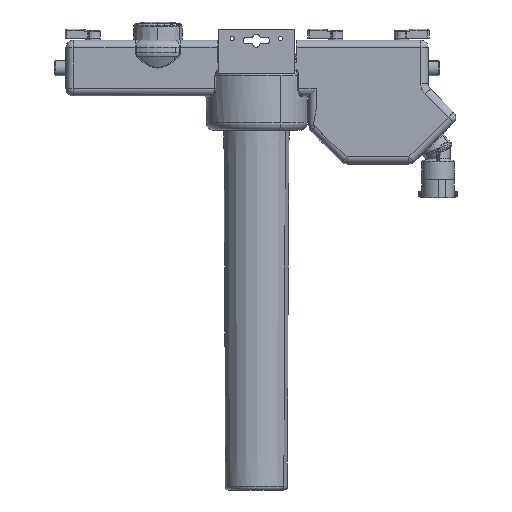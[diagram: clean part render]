
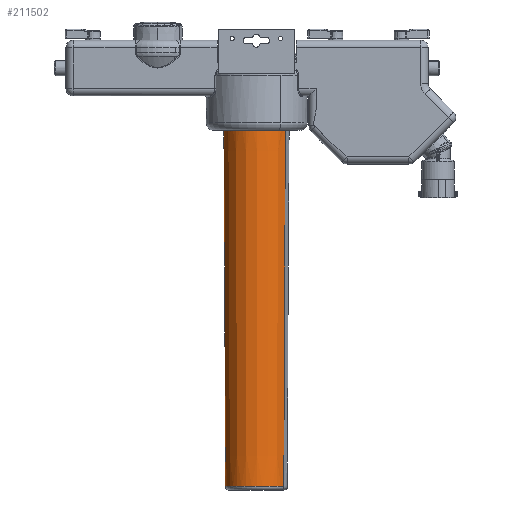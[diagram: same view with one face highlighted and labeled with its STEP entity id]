
A CAD part, left-side view. The second image highlights one B-rep face of the part: STEP entity #211502.
In plain terms, the highlighted conical face has half-angle 0.284 degrees and reference radius 42.5 mm.
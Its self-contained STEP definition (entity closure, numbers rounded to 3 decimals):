
#211434=CARTESIAN_POINT('Axis2P3D Location',(0.,158.3,-577.)) ;
#211443=CARTESIAN_POINT('Vertex',(-21.574,118.809,-72.)) ;
#211450=CARTESIAN_POINT('Vertex',(21.574,197.791,-72.)) ;
#211465=CARTESIAN_POINT('Axis2P3D Location',(0.,158.3,-72.)) ;
#211477=CARTESIAN_POINT('Line Origine',(-20.996,119.867,-315.55)) ;
#211481=CARTESIAN_POINT('Vertex',(-20.387,120.981,-572.025)) ;
#211484=CARTESIAN_POINT('Line Origine',(20.996,196.733,-315.55)) ;
#211488=CARTESIAN_POINT('Vertex',(20.387,195.619,-572.025)) ;
#211491=CARTESIAN_POINT('Axis2P3D Location',(0.,158.3,-572.025)) ;
#211435=DIRECTION('Axis2P3D Direction',(0.,0.,1.)) ;
#211436=DIRECTION('Axis2P3D XDirection',(-0.479,-0.878,0.)) ;
#211466=DIRECTION('Axis2P3D Direction',(0.,0.,1.)) ;
#211478=DIRECTION('Vector Direction',(-0.002,-0.004,1.)) ;
#211485=DIRECTION('Vector Direction',(0.002,0.004,1.)) ;
#211492=DIRECTION('Axis2P3D Direction',(0.,0.,1.)) ;
#211437=AXIS2_PLACEMENT_3D('Cone Axis2P3D',#211434,#211435,#211436) ;
#211467=AXIS2_PLACEMENT_3D('Circle Axis2P3D',#211465,#211466,$) ;
#211493=AXIS2_PLACEMENT_3D('Circle Axis2P3D',#211491,#211492,$) ;
#211497=ORIENTED_EDGE('',*,*,#211483,.F.) ;
#211498=ORIENTED_EDGE('',*,*,#211469,.T.) ;
#211499=ORIENTED_EDGE('',*,*,#211490,.T.) ;
#211500=ORIENTED_EDGE('',*,*,#211495,.F.) ;
#211479=VECTOR('Line Direction',#211478,1.) ;
#211486=VECTOR('Line Direction',#211485,1.) ;
#211502=ADVANCED_FACE('IDRAULICA',(#211501),#211438,.T.) ;
#211468=CIRCLE('generated circle',#211467,45.) ;
#211494=CIRCLE('generated circle',#211493,42.525) ;
#211438=CONICAL_SURFACE('Cone',#211437,42.5,0.005) ;
#211469=EDGE_CURVE('',#211444,#211451,#211468,.F.) ;
#211483=EDGE_CURVE('',#211444,#211482,#211480,.F.) ;
#211490=EDGE_CURVE('',#211451,#211489,#211487,.F.) ;
#211495=EDGE_CURVE('',#211482,#211489,#211494,.F.) ;
#211496=EDGE_LOOP('',(#211497,#211498,#211499,#211500)) ;
#211501=FACE_OUTER_BOUND('',#211496,.T.) ;
#211480=LINE('Line',#211477,#211479) ;
#211487=LINE('Line',#211484,#211486) ;
#211444=VERTEX_POINT('',#211443) ;
#211451=VERTEX_POINT('',#211450) ;
#211482=VERTEX_POINT('',#211481) ;
#211489=VERTEX_POINT('',#211488) ;
